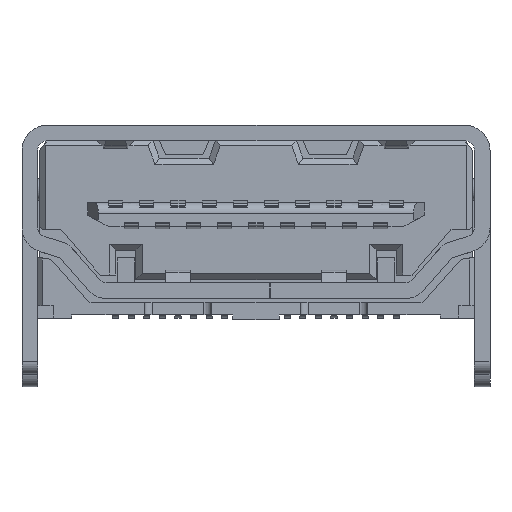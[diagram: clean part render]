
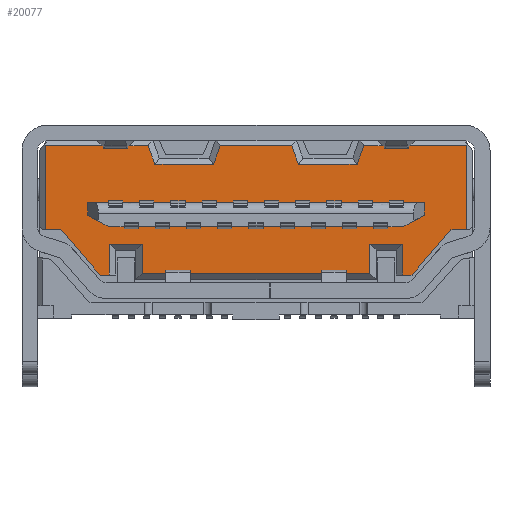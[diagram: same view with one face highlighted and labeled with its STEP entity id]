
A CAD part, front view. The second image highlights one B-rep face of the part: STEP entity #20077.
In plain terms, the highlighted planar face has unit normal (0, -1, 0).
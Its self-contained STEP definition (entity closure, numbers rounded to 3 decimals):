
#1281=FACE_OUTER_BOUND($,#2350,.T.);
#2350=EDGE_LOOP($,(#15549,#15550,#15551,#15552,#15553,#15554,#15555,#15556,
#15557,#15558,#15559,#15560,#15561,#15562,#15563,#15564,#15565,#15566,#15567,
#15568,#15569,#15570,#15571,#15572));
#3567=LINE($,#29345,#6050);
#3576=LINE($,#29362,#6059);
#3581=LINE($,#29373,#6064);
#3585=LINE($,#29382,#6068);
#4119=LINE($,#30479,#6602);
#4124=LINE($,#30487,#6607);
#4129=LINE($,#30496,#6612);
#4131=LINE($,#30500,#6614);
#4132=LINE($,#30503,#6615);
#4135=LINE($,#30509,#6618);
#4141=LINE($,#30519,#6624);
#4142=LINE($,#30522,#6625);
#4145=LINE($,#30527,#6628);
#4148=LINE($,#30533,#6631);
#4153=LINE($,#30543,#6636);
#4156=LINE($,#30549,#6639);
#4160=LINE($,#30556,#6643);
#4161=LINE($,#30560,#6644);
#4165=LINE($,#30566,#6648);
#4167=LINE($,#30572,#6650);
#4171=LINE($,#30578,#6654);
#4172=LINE($,#30580,#6655);
#4189=LINE($,#30625,#6672);
#4190=LINE($,#30627,#6673);
#6050=VECTOR($,#23636,2.7);
#6059=VECTOR($,#23647,0.98);
#6064=VECTOR($,#23656,0.93);
#6068=VECTOR($,#23662,0.98);
#6602=VECTOR($,#24594,0.93);
#6607=VECTOR($,#24605,7.3);
#6612=VECTOR($,#24616,0.3);
#6614=VECTOR($,#24620,1.914);
#6615=VECTOR($,#24623,0.5);
#6618=VECTOR($,#24628,2.7);
#6624=VECTOR($,#24636,2.283);
#6625=VECTOR($,#24639,3.292);
#6628=VECTOR($,#24644,3.292);
#6631=VECTOR($,#24649,0.638);
#6636=VECTOR($,#24660,0.638);
#6639=VECTOR($,#24665,1.88);
#6643=VECTOR($,#24675,0.638);
#6644=VECTOR($,#24680,0.638);
#6648=VECTOR($,#24686,1.88);
#6650=VECTOR($,#24694,0.5);
#6654=VECTOR($,#24700,1.914);
#6655=VECTOR($,#24703,0.3);
#6672=VECTOR($,#24774,1.05);
#6673=VECTOR($,#24777,1.05);
#8410=VERTEX_POINT($,#29343);
#8411=VERTEX_POINT($,#29344);
#8415=VERTEX_POINT($,#29354);
#8418=VERTEX_POINT($,#29360);
#8421=VERTEX_POINT($,#29370);
#8422=VERTEX_POINT($,#29372);
#8424=VERTEX_POINT($,#29378);
#8426=VERTEX_POINT($,#29381);
#8788=VERTEX_POINT($,#30473);
#8790=VERTEX_POINT($,#30477);
#8791=VERTEX_POINT($,#30494);
#8792=VERTEX_POINT($,#30498);
#8793=VERTEX_POINT($,#30502);
#8795=VERTEX_POINT($,#30508);
#8797=VERTEX_POINT($,#30515);
#8798=VERTEX_POINT($,#30517);
#8799=VERTEX_POINT($,#30521);
#8800=VERTEX_POINT($,#30525);
#8802=VERTEX_POINT($,#30532);
#8804=VERTEX_POINT($,#30542);
#8806=VERTEX_POINT($,#30548);
#8807=VERTEX_POINT($,#30559);
#8809=VERTEX_POINT($,#30571);
#8810=VERTEX_POINT($,#30576);
#10597=EDGE_CURVE($,#8410,#8411,#3567,.T.);
#10606=EDGE_CURVE($,#8415,#8418,#3576,.T.);
#10611=EDGE_CURVE($,#8422,#8421,#3581,.T.);
#10615=EDGE_CURVE($,#8426,#8424,#3585,.T.);
#11169=EDGE_CURVE($,#8788,#8790,#4119,.T.);
#11174=EDGE_CURVE($,#8790,#8422,#4124,.T.);
#11179=EDGE_CURVE($,#8418,#8791,#4129,.T.);
#11181=EDGE_CURVE($,#8791,#8792,#4131,.T.);
#11182=EDGE_CURVE($,#8792,#8793,#4132,.T.);
#11185=EDGE_CURVE($,#8793,#8795,#4135,.T.);
#11191=EDGE_CURVE($,#8798,#8797,#4141,.T.);
#11192=EDGE_CURVE($,#8410,#8799,#4142,.T.);
#11195=EDGE_CURVE($,#8800,#8795,#4145,.T.);
#11198=EDGE_CURVE($,#8802,#8797,#4148,.T.);
#11203=EDGE_CURVE($,#8804,#8799,#4153,.T.);
#11206=EDGE_CURVE($,#8806,#8804,#4156,.T.);
#11210=EDGE_CURVE($,#8798,#8806,#4160,.T.);
#11211=EDGE_CURVE($,#8800,#8807,#4161,.T.);
#11215=EDGE_CURVE($,#8807,#8802,#4165,.T.);
#11217=EDGE_CURVE($,#8411,#8809,#4167,.T.);
#11221=EDGE_CURVE($,#8809,#8810,#4171,.T.);
#11222=EDGE_CURVE($,#8810,#8426,#4172,.T.);
#11239=EDGE_CURVE($,#8424,#8788,#4189,.T.);
#11240=EDGE_CURVE($,#8421,#8415,#4190,.T.);
#15549=ORIENTED_EDGE($,*,*,#10606,.T.);
#15550=ORIENTED_EDGE($,*,*,#11179,.T.);
#15551=ORIENTED_EDGE($,*,*,#11181,.T.);
#15552=ORIENTED_EDGE($,*,*,#11182,.T.);
#15553=ORIENTED_EDGE($,*,*,#11185,.T.);
#15554=ORIENTED_EDGE($,*,*,#11195,.F.);
#15555=ORIENTED_EDGE($,*,*,#11211,.T.);
#15556=ORIENTED_EDGE($,*,*,#11215,.T.);
#15557=ORIENTED_EDGE($,*,*,#11198,.T.);
#15558=ORIENTED_EDGE($,*,*,#11191,.F.);
#15559=ORIENTED_EDGE($,*,*,#11210,.T.);
#15560=ORIENTED_EDGE($,*,*,#11206,.T.);
#15561=ORIENTED_EDGE($,*,*,#11203,.T.);
#15562=ORIENTED_EDGE($,*,*,#11192,.F.);
#15563=ORIENTED_EDGE($,*,*,#10597,.T.);
#15564=ORIENTED_EDGE($,*,*,#11217,.T.);
#15565=ORIENTED_EDGE($,*,*,#11221,.T.);
#15566=ORIENTED_EDGE($,*,*,#11222,.T.);
#15567=ORIENTED_EDGE($,*,*,#10615,.T.);
#15568=ORIENTED_EDGE($,*,*,#11239,.T.);
#15569=ORIENTED_EDGE($,*,*,#11169,.T.);
#15570=ORIENTED_EDGE($,*,*,#11174,.T.);
#15571=ORIENTED_EDGE($,*,*,#10611,.T.);
#15572=ORIENTED_EDGE($,*,*,#11240,.T.);
#19182=PLANE($,#21347);
#20077=ADVANCED_FACE($,(#1281),#19182,.T.);
#21347=AXIS2_PLACEMENT_3D($,#30626,#24775,#24776);
#23636=DIRECTION($,(0.,0.,-1.));
#23647=DIRECTION($,(0.,0.,-1.));
#23656=DIRECTION($,(0.,0.,1.));
#23662=DIRECTION($,(0.,0.,1.));
#24594=DIRECTION($,(0.,0.,-1.));
#24605=DIRECTION($,(1.,0.,0.));
#24616=DIRECTION($,(1.,0.,0.));
#24620=DIRECTION($,(0.653,0.,0.757));
#24623=DIRECTION($,(1.,0.,0.));
#24628=DIRECTION($,(0.,0.,1.));
#24636=DIRECTION($,(1.,0.,0.));
#24639=DIRECTION($,(1.,0.,0.));
#24644=DIRECTION($,(1.,0.,0.));
#24649=DIRECTION($,(-0.342,0.,0.94));
#24660=DIRECTION($,(-0.342,0.,0.94));
#24665=DIRECTION($,(-1.,0.,0.));
#24675=DIRECTION($,(-0.342,0.,-0.94));
#24680=DIRECTION($,(-0.342,0.,-0.94));
#24686=DIRECTION($,(-1.,0.,0.));
#24694=DIRECTION($,(1.,0.,0.));
#24700=DIRECTION($,(0.653,0.,-0.757));
#24703=DIRECTION($,(1.,0.,0.));
#24774=DIRECTION($,(1.,0.,0.));
#24775=DIRECTION('center_axis',(0.,-1.,0.));
#24776=DIRECTION('ref_axis',(0.,0.,1.));
#24777=DIRECTION($,(1.,0.,0.));
#29343=CARTESIAN_POINT('',(-6.75,-4.51,5.53));
#29344=CARTESIAN_POINT('',(-6.75,-4.51,2.83));
#29345=CARTESIAN_POINT($,(-6.75,-4.51,5.53));
#29354=CARTESIAN_POINT('',(4.7,-4.51,2.36));
#29360=CARTESIAN_POINT('',(4.7,-4.51,1.38));
#29362=CARTESIAN_POINT($,(4.7,-4.51,2.38));
#29370=CARTESIAN_POINT('',(3.65,-4.51,2.36));
#29372=CARTESIAN_POINT('',(3.65,-4.51,1.43));
#29373=CARTESIAN_POINT($,(3.65,-4.51,1.43));
#29378=CARTESIAN_POINT('',(-4.7,-4.51,2.36));
#29381=CARTESIAN_POINT('',(-4.7,-4.51,1.38));
#29382=CARTESIAN_POINT($,(-4.7,-4.51,1.38));
#30473=CARTESIAN_POINT('',(-3.65,-4.51,2.36));
#30477=CARTESIAN_POINT('',(-3.65,-4.51,1.43));
#30479=CARTESIAN_POINT($,(-3.65,-4.51,2.38));
#30487=CARTESIAN_POINT($,(-3.65,-4.51,1.43));
#30494=CARTESIAN_POINT('',(5.,-4.51,1.38));
#30496=CARTESIAN_POINT($,(4.7,-4.51,1.38));
#30498=CARTESIAN_POINT('',(6.25,-4.51,2.83));
#30500=CARTESIAN_POINT($,(5.,-4.51,1.38));
#30502=CARTESIAN_POINT('',(6.75,-4.51,2.83));
#30503=CARTESIAN_POINT($,(6.25,-4.51,2.83));
#30508=CARTESIAN_POINT('',(6.75,-4.51,5.53));
#30509=CARTESIAN_POINT($,(6.75,-4.51,2.83));
#30515=CARTESIAN_POINT('',(1.142,-4.51,5.53));
#30517=CARTESIAN_POINT('',(-1.142,-4.51,5.53));
#30519=CARTESIAN_POINT($,(-1.142,-4.51,5.53));
#30521=CARTESIAN_POINT('',(-3.458,-4.51,5.53));
#30522=CARTESIAN_POINT($,(-6.75,-4.51,5.53));
#30525=CARTESIAN_POINT('',(3.458,-4.51,5.53));
#30527=CARTESIAN_POINT($,(3.458,-4.51,5.53));
#30532=CARTESIAN_POINT('',(1.36,-4.51,4.93));
#30533=CARTESIAN_POINT($,(1.36,-4.51,4.93));
#30542=CARTESIAN_POINT('',(-3.24,-4.51,4.93));
#30543=CARTESIAN_POINT($,(-3.24,-4.51,4.93));
#30548=CARTESIAN_POINT('',(-1.36,-4.51,4.93));
#30549=CARTESIAN_POINT($,(-1.36,-4.51,4.93));
#30556=CARTESIAN_POINT($,(-1.142,-4.51,5.53));
#30559=CARTESIAN_POINT('',(3.24,-4.51,4.93));
#30560=CARTESIAN_POINT($,(3.458,-4.51,5.53));
#30566=CARTESIAN_POINT($,(3.24,-4.51,4.93));
#30571=CARTESIAN_POINT('',(-6.25,-4.51,2.83));
#30572=CARTESIAN_POINT($,(-6.75,-4.51,2.83));
#30576=CARTESIAN_POINT('',(-5.,-4.51,1.38));
#30578=CARTESIAN_POINT($,(-6.25,-4.51,2.83));
#30580=CARTESIAN_POINT($,(-5.,-4.51,1.38));
#30625=CARTESIAN_POINT($,(0.357,-4.51,2.36));
#30626=CARTESIAN_POINT('Origin',(0.357,-4.51,3.31));
#30627=CARTESIAN_POINT($,(0.357,-4.51,2.36));
